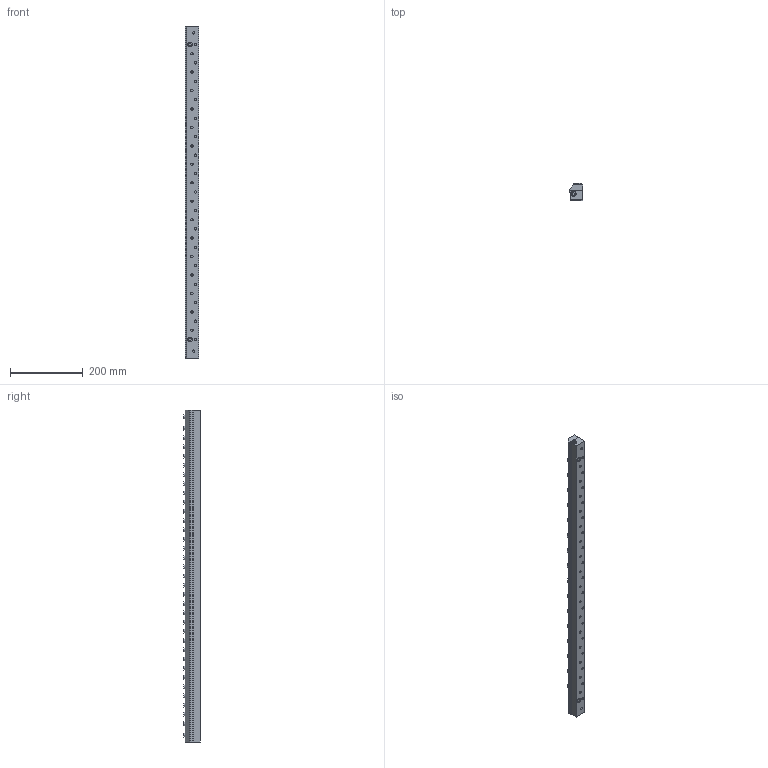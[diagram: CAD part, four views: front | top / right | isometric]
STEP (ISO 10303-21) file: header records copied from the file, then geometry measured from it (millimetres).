
FILE_DESCRIPTION((''),'2;1');
FILE_NAME('110036-PVDF.stp','2009-08-06T14:47:24',('David Woerner'),(''),'Autodesk Inventor 2010','Autodesk Inventor 2010','');
FILE_SCHEMA(('AUTOMOTIVE_DESIGN { 1 0 10303 214 1 1 1 1 }'));
Length unit declared in the file: inch
Products named in the file (7): 110036-PVDF; 900248; 901009; 901010; 901011; 2583; Parker Countersunk Hex-Head Plug 219P 219P-4
Assembly tree (42 placements, depth 3):
  110036-PVDF
    900248  x35
    901009
    901010
    901011
    2583  x3
      Parker Countersunk Hex-Head Plug 219P 219P-4
Bounding box: 36.53 x 45.26 x 914.4 mm (x, y, z)
Volume: 1170002.9 mm3; surface area: 318659 mm2
Topology: 41 solids, 41 shells, 561 faces, 1368 edges, 926 vertices
Faces by surface type: plane 382, bspline 84, cylinder 78, cone 17
Full cylindrical faces by diameter (mm): 6.477 x35, 7.163 x35
Entity records: 7844 total; most frequent: CARTESIAN_POINT 2479, DIRECTION 997, ORIENTED_EDGE 858, EDGE_LOOP 531, EDGE_CURVE 429, AXIS2_PLACEMENT_3D 422, VERTEX_POINT 358, FACE_BOUND 334
